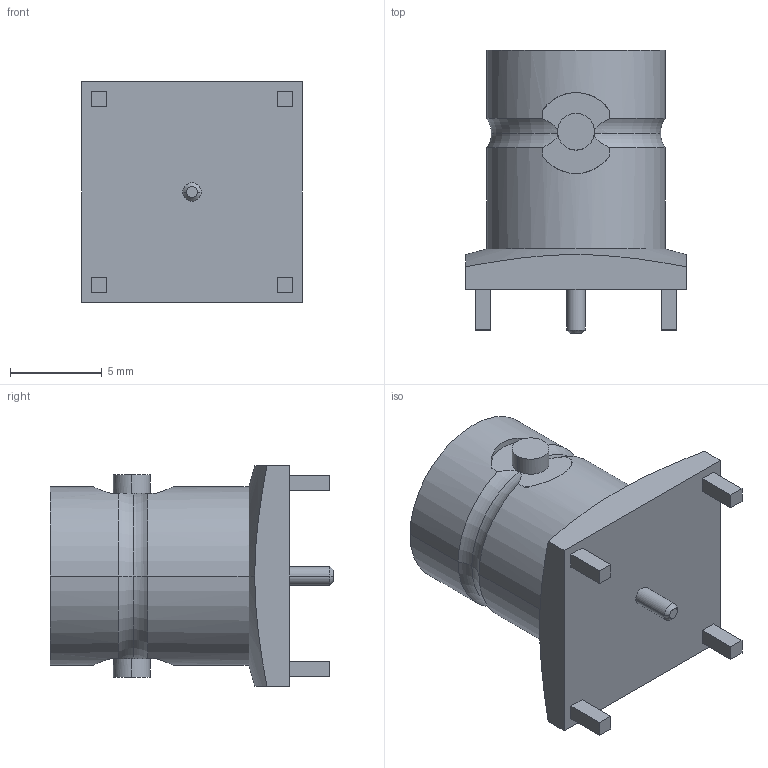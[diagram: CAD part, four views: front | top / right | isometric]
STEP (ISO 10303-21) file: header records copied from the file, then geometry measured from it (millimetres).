
FILE_DESCRIPTION (( 'STEP AP214' ), '1' );
FILE_NAME ('BNC.STEP', '2019-08-22T13:19:14', ( '' ), ( '' ), 'SwSTEP 2.0', 'SolidWorks 2018', '' );
FILE_SCHEMA (( 'AUTOMOTIVE_DESIGN' ));
Length unit declared in the file: millimetre
Products named in the file (1): BNC
Bounding box: 12 x 15.4 x 12 mm (x, y, z)
Volume: 756.4 mm3; surface area: 1048.6 mm2
Topology: 1 solids, 1 shells, 73 faces, 171 edges, 109 vertices
Faces by surface type: plane 41, cylinder 22, torus 6, cone 4
Entity records: 2411 total; most frequent: CARTESIAN_POINT 556, DIRECTION 352, ORIENTED_EDGE 342, EDGE_CURVE 171, AXIS2_PLACEMENT_3D 133, VERTEX_POINT 109, LINE 86, VECTOR 86
